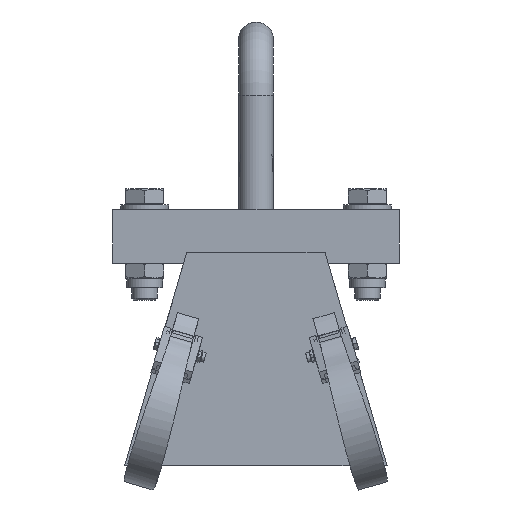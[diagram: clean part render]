
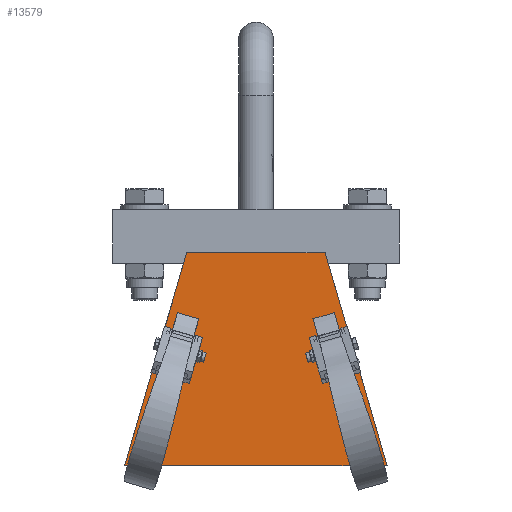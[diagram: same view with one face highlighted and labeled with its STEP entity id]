
A CAD part, front view. The second image highlights one B-rep face of the part: STEP entity #13579.
In plain terms, the highlighted planar face has unit normal (0, -1, 0).
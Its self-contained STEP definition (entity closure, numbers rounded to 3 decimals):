
#297=ELLIPSE('',#14531,4.361,2.);
#323=ELLIPSE('',#14609,4.361,2.);
#324=ELLIPSE('',#14610,4.361,2.);
#325=ELLIPSE('',#14611,4.361,2.);
#727=FACE_BOUND('',#2650,.T.);
#728=FACE_BOUND('',#2651,.T.);
#729=FACE_BOUND('',#2652,.T.);
#730=FACE_BOUND('',#2653,.T.);
#731=FACE_BOUND('',#2654,.T.);
#732=FACE_BOUND('',#2655,.T.);
#1362=PLANE('',#14608);
#1955=FACE_OUTER_BOUND('',#2649,.T.);
#2649=EDGE_LOOP('',(#11397,#11398,#11399,#11400,#11401,#11402,#11403,#11404,
#11405,#11406,#11407,#11408));
#2650=EDGE_LOOP('',(#11409,#11410,#11411,#11412));
#2651=EDGE_LOOP('',(#11413,#11414));
#2652=EDGE_LOOP('',(#11415,#11416));
#2653=EDGE_LOOP('',(#11417,#11418));
#2654=EDGE_LOOP('',(#11419,#11420));
#2655=EDGE_LOOP('',(#11421,#11422,#11423,#11424));
#3504=LINE('',#25361,#4555);
#3507=LINE('',#25417,#4558);
#3566=LINE('',#26561,#4617);
#3647=LINE('',#27492,#4698);
#3649=LINE('',#27498,#4700);
#3652=LINE('',#27520,#4703);
#3654=LINE('',#27525,#4705);
#3658=LINE('',#27534,#4709);
#3659=LINE('',#27535,#4710);
#3660=LINE('',#27536,#4711);
#3661=LINE('',#27538,#4712);
#3662=LINE('',#27540,#4713);
#3663=LINE('',#27541,#4714);
#3664=LINE('',#27544,#4715);
#3665=LINE('',#27547,#4716);
#3666=LINE('',#27548,#4717);
#3667=LINE('',#27549,#4718);
#3668=LINE('',#27550,#4719);
#3669=LINE('',#27554,#4720);
#3670=LINE('',#27555,#4721);
#4555=VECTOR('',#16920,10.);
#4558=VECTOR('',#16927,10.);
#4617=VECTOR('',#17074,10.);
#4698=VECTOR('',#17313,10.);
#4700=VECTOR('',#17319,10.);
#4703=VECTOR('',#17324,10.);
#4705=VECTOR('',#17328,10.);
#4709=VECTOR('',#17334,10.);
#4710=VECTOR('',#17335,10.);
#4711=VECTOR('',#17336,10.);
#4712=VECTOR('',#17337,10.);
#4713=VECTOR('',#17338,10.);
#4714=VECTOR('',#17339,10.);
#4715=VECTOR('',#17342,10.);
#4716=VECTOR('',#17345,10.);
#4717=VECTOR('',#17346,10.);
#4718=VECTOR('',#17347,10.);
#4719=VECTOR('',#17348,10.);
#4720=VECTOR('',#17351,10.);
#4721=VECTOR('',#17352,10.);
#6117=VERTEX_POINT('',#25007);
#6151=VERTEX_POINT('',#25353);
#6153=VERTEX_POINT('',#25358);
#6154=VERTEX_POINT('',#25360);
#6163=VERTEX_POINT('',#25406);
#6174=VERTEX_POINT('',#25519);
#6175=VERTEX_POINT('',#25521);
#6178=VERTEX_POINT('',#25529);
#6225=VERTEX_POINT('',#26504);
#6226=VERTEX_POINT('',#26560);
#6233=VERTEX_POINT('',#26706);
#6234=VERTEX_POINT('',#26717);
#6239=VERTEX_POINT('',#26881);
#6240=VERTEX_POINT('',#26882);
#6334=VERTEX_POINT('',#27490);
#6335=VERTEX_POINT('',#27491);
#6337=VERTEX_POINT('',#27496);
#6339=VERTEX_POINT('',#27519);
#6340=VERTEX_POINT('',#27523);
#6341=VERTEX_POINT('',#27524);
#6344=VERTEX_POINT('',#27532);
#6345=VERTEX_POINT('',#27533);
#6346=VERTEX_POINT('',#27537);
#6347=VERTEX_POINT('',#27539);
#6348=VERTEX_POINT('',#27543);
#6349=VERTEX_POINT('',#27545);
#6350=VERTEX_POINT('',#27551);
#6351=VERTEX_POINT('',#27553);
#7969=EDGE_CURVE('',#6154,#6153,#3504,.T.);
#7980=EDGE_CURVE('',#6151,#6163,#3507,.T.);
#8085=EDGE_CURVE('',#6226,#6225,#3566,.T.);
#8097=EDGE_CURVE('',#6234,#6233,#297,.T.);
#8239=EDGE_CURVE('',#6334,#6335,#3647,.T.);
#8243=EDGE_CURVE('',#6233,#6337,#3649,.T.);
#8248=EDGE_CURVE('',#6339,#6234,#3652,.T.);
#8250=EDGE_CURVE('',#6340,#6341,#3654,.T.);
#8254=EDGE_CURVE('',#6344,#6345,#3658,.T.);
#8255=EDGE_CURVE('',#6345,#6340,#3659,.T.);
#8256=EDGE_CURVE('',#6341,#6339,#3660,.T.);
#8257=EDGE_CURVE('',#6337,#6346,#3661,.T.);
#8258=EDGE_CURVE('',#6346,#6347,#3662,.T.);
#8259=EDGE_CURVE('',#6347,#6151,#3663,.T.);
#8260=EDGE_CURVE('',#6163,#6344,#323,.T.);
#8261=EDGE_CURVE('',#6348,#6334,#3664,.T.);
#8262=EDGE_CURVE('',#6335,#6349,#324,.T.);
#8263=EDGE_CURVE('',#6349,#6348,#3665,.T.);
#8264=EDGE_CURVE('',#6178,#6117,#3666,.T.);
#8265=EDGE_CURVE('',#6174,#6175,#3667,.T.);
#8266=EDGE_CURVE('',#6239,#6240,#3668,.T.);
#8267=EDGE_CURVE('',#6350,#6154,#325,.T.);
#8268=EDGE_CURVE('',#6153,#6351,#3669,.T.);
#8269=EDGE_CURVE('',#6351,#6350,#3670,.T.);
#11397=ORIENTED_EDGE('',*,*,#8254,.T.);
#11398=ORIENTED_EDGE('',*,*,#8255,.T.);
#11399=ORIENTED_EDGE('',*,*,#8250,.T.);
#11400=ORIENTED_EDGE('',*,*,#8256,.T.);
#11401=ORIENTED_EDGE('',*,*,#8248,.T.);
#11402=ORIENTED_EDGE('',*,*,#8097,.T.);
#11403=ORIENTED_EDGE('',*,*,#8243,.T.);
#11404=ORIENTED_EDGE('',*,*,#8257,.T.);
#11405=ORIENTED_EDGE('',*,*,#8258,.T.);
#11406=ORIENTED_EDGE('',*,*,#8259,.T.);
#11407=ORIENTED_EDGE('',*,*,#7980,.T.);
#11408=ORIENTED_EDGE('',*,*,#8260,.T.);
#11409=ORIENTED_EDGE('',*,*,#8261,.T.);
#11410=ORIENTED_EDGE('',*,*,#8239,.T.);
#11411=ORIENTED_EDGE('',*,*,#8262,.T.);
#11412=ORIENTED_EDGE('',*,*,#8263,.T.);
#11413=ORIENTED_EDGE('',*,*,#8264,.T.);
#11414=ORIENTED_EDGE('',*,*,#8264,.F.);
#11415=ORIENTED_EDGE('',*,*,#8265,.T.);
#11416=ORIENTED_EDGE('',*,*,#8265,.F.);
#11417=ORIENTED_EDGE('',*,*,#8085,.T.);
#11418=ORIENTED_EDGE('',*,*,#8085,.F.);
#11419=ORIENTED_EDGE('',*,*,#8266,.T.);
#11420=ORIENTED_EDGE('',*,*,#8266,.F.);
#11421=ORIENTED_EDGE('',*,*,#8267,.T.);
#11422=ORIENTED_EDGE('',*,*,#7969,.T.);
#11423=ORIENTED_EDGE('',*,*,#8268,.T.);
#11424=ORIENTED_EDGE('',*,*,#8269,.T.);
#13579=ADVANCED_FACE('',(#1955,#727,#728,#729,#730,#731,#732),#1362,.F.);
#14531=AXIS2_PLACEMENT_3D('',#26718,#17091,#17092);
#14608=AXIS2_PLACEMENT_3D('',#27531,#17332,#17333);
#14609=AXIS2_PLACEMENT_3D('',#27542,#17340,#17341);
#14610=AXIS2_PLACEMENT_3D('',#27546,#17343,#17344);
#14611=AXIS2_PLACEMENT_3D('',#27552,#17349,#17350);
#16920=DIRECTION('',(-0.96,0.,-0.279));
#16927=DIRECTION('',(-0.96,0.,-0.279));
#17074=DIRECTION('',(-0.96,0.,0.279));
#17091=DIRECTION('center_axis',(0.,-1.,0.));
#17092=DIRECTION('ref_axis',(0.279,0.,0.96));
#17313=DIRECTION('',(-0.96,0.,0.279));
#17319=DIRECTION('',(-0.96,0.,0.279));
#17324=DIRECTION('',(0.96,0.,-0.279));
#17328=DIRECTION('',(-1.,0.,0.));
#17332=DIRECTION('center_axis',(0.,1.,0.));
#17333=DIRECTION('ref_axis',(-1.,0.,0.));
#17334=DIRECTION('',(0.96,0.,0.279));
#17335=DIRECTION('',(-0.279,0.,0.96));
#17336=DIRECTION('',(-0.279,0.,-0.96));
#17337=DIRECTION('',(-0.279,0.,-0.96));
#17338=DIRECTION('',(1.,0.,0.));
#17339=DIRECTION('',(-0.279,0.,0.96));
#17340=DIRECTION('center_axis',(0.,-1.,0.));
#17341=DIRECTION('ref_axis',(0.279,0.,-0.96));
#17342=DIRECTION('',(-0.279,0.,-0.96));
#17343=DIRECTION('center_axis',(0.,-1.,0.));
#17344=DIRECTION('ref_axis',(-0.279,0.,-0.96));
#17345=DIRECTION('',(0.96,0.,-0.279));
#17346=DIRECTION('',(-0.96,0.,-0.279));
#17347=DIRECTION('',(0.96,0.,0.279));
#17348=DIRECTION('',(0.96,0.,-0.279));
#17349=DIRECTION('center_axis',(0.,-1.,0.));
#17350=DIRECTION('ref_axis',(-0.279,0.,0.96));
#17351=DIRECTION('',(-0.279,0.,0.96));
#17352=DIRECTION('',(0.96,0.,0.279));
#25007=CARTESIAN_POINT('',(57.027,-1155.,-47.511));
#25353=CARTESIAN_POINT('',(62.441,-1155.,2.644));
#25358=CARTESIAN_POINT('',(38.917,-1155.,-4.202));
#25360=CARTESIAN_POINT('',(42.979,-1155.,-3.02));
#25361=CARTESIAN_POINT('',(38.917,-1155.,-4.202));
#25406=CARTESIAN_POINT('',(58.852,-1155.,1.6));
#25417=CARTESIAN_POINT('',(38.917,-1155.,-4.202));
#25519=CARTESIAN_POINT('',(35.764,-1155.,26.314));
#25521=CARTESIAN_POINT('',(49.207,-1155.,30.226));
#25529=CARTESIAN_POINT('',(70.882,-1155.,-43.479));
#26504=CARTESIAN_POINT('',(-71.042,-1155.,-43.479));
#26560=CARTESIAN_POINT('',(-57.187,-1155.,-47.511));
#26561=CARTESIAN_POINT('',(-64.114,-1155.,-45.495));
#26706=CARTESIAN_POINT('',(-59.019,-1155.,1.602));
#26717=CARTESIAN_POINT('',(-58.961,-1155.,1.812));
#26718=CARTESIAN_POINT('Origin',(-57.041,-1155.,1.253));
#26881=CARTESIAN_POINT('',(-49.367,-1155.,30.226));
#26882=CARTESIAN_POINT('',(-35.924,-1155.,26.314));
#27490=CARTESIAN_POINT('',(-39.077,-1155.,-4.202));
#27491=CARTESIAN_POINT('',(-43.147,-1155.,-3.018));
#27492=CARTESIAN_POINT('',(-63.081,-1155.,2.784));
#27496=CARTESIAN_POINT('',(-62.601,-1155.,2.644));
#27498=CARTESIAN_POINT('',(-63.081,-1155.,2.784));
#27519=CARTESIAN_POINT('',(-62.54,-1155.,2.854));
#27520=CARTESIAN_POINT('',(-21.618,-1155.,-9.056));
#27523=CARTESIAN_POINT('',(43.42,-1155.,68.));
#27524=CARTESIAN_POINT('',(-43.58,-1155.,68.));
#27525=CARTESIAN_POINT('',(43.42,-1155.,68.));
#27531=CARTESIAN_POINT('Origin',(-0.08,-1155.,-8.84));
#27532=CARTESIAN_POINT('',(58.793,-1155.,1.81));
#27533=CARTESIAN_POINT('',(62.38,-1155.,2.854));
#27534=CARTESIAN_POINT('',(31.06,-1155.,-6.262));
#27535=CARTESIAN_POINT('',(82.42,-1155.,-66.));
#27536=CARTESIAN_POINT('',(-43.58,-1155.,68.));
#27537=CARTESIAN_POINT('',(-82.58,-1155.,-66.));
#27538=CARTESIAN_POINT('',(-43.58,-1155.,68.));
#27539=CARTESIAN_POINT('',(82.42,-1155.,-66.));
#27540=CARTESIAN_POINT('',(-82.58,-1155.,-66.));
#27541=CARTESIAN_POINT('',(82.42,-1155.,-66.));
#27542=CARTESIAN_POINT('Origin',(56.873,-1155.,1.251));
#27543=CARTESIAN_POINT('',(-39.016,-1155.,-3.993));
#27544=CARTESIAN_POINT('',(-36.005,-1155.,6.356));
#27545=CARTESIAN_POINT('',(-43.084,-1155.,-2.809));
#27546=CARTESIAN_POINT('Origin',(-45.004,-1155.,-2.25));
#27547=CARTESIAN_POINT('',(-21.618,-1155.,-9.056));
#27548=CARTESIAN_POINT('',(63.954,-1155.,-45.495));
#27549=CARTESIAN_POINT('',(42.485,-1155.,28.27));
#27550=CARTESIAN_POINT('',(-42.645,-1155.,28.27));
#27551=CARTESIAN_POINT('',(42.916,-1155.,-2.811));
#27552=CARTESIAN_POINT('Origin',(44.836,-1155.,-2.252));
#27553=CARTESIAN_POINT('',(38.856,-1155.,-3.993));
#27554=CARTESIAN_POINT('',(35.845,-1155.,6.356));
#27555=CARTESIAN_POINT('',(31.06,-1155.,-6.262));
